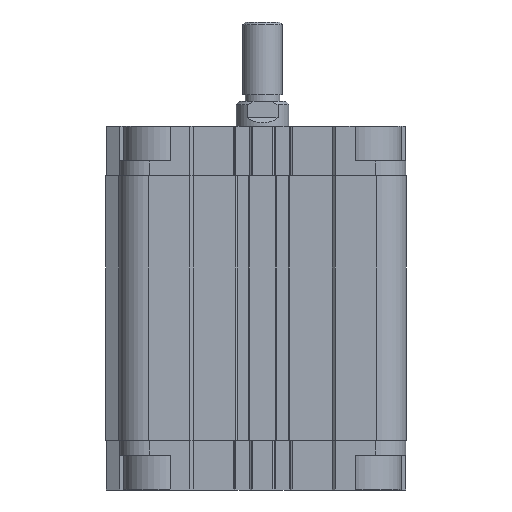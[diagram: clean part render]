
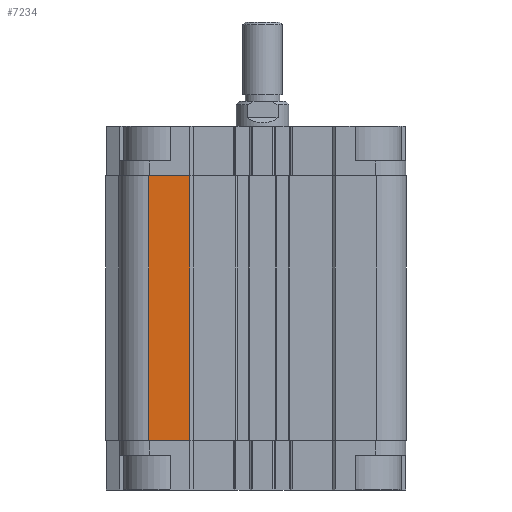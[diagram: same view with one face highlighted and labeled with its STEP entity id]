
A CAD part, left-side view. The second image highlights one B-rep face of the part: STEP entity #7234.
In plain terms, the highlighted planar face has unit normal (-1, 0, 0).
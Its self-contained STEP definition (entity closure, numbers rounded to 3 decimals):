
#376=FACE_OUTER_BOUND('',#821,.T.);
#821=EDGE_LOOP('',(#4988,#4989,#4990,#4991));
#1841=LINE('',#10987,#2505);
#1842=LINE('',#10989,#2506);
#1843=LINE('',#10991,#2507);
#1844=LINE('',#10992,#2508);
#2505=VECTOR('',#8622,12.5);
#2506=VECTOR('',#8623,80.);
#2507=VECTOR('',#8624,12.5);
#2508=VECTOR('',#8625,80.);
#3198=VERTEX_POINT('',#10985);
#3199=VERTEX_POINT('',#10986);
#3200=VERTEX_POINT('',#10988);
#3201=VERTEX_POINT('',#10990);
#3942=EDGE_CURVE('',#3198,#3199,#1841,.T.);
#3943=EDGE_CURVE('',#3200,#3199,#1842,.T.);
#3944=EDGE_CURVE('',#3201,#3200,#1843,.T.);
#3945=EDGE_CURVE('',#3201,#3198,#1844,.T.);
#4988=ORIENTED_EDGE('',*,*,#3942,.T.);
#4989=ORIENTED_EDGE('',*,*,#3943,.F.);
#4990=ORIENTED_EDGE('',*,*,#3944,.F.);
#4991=ORIENTED_EDGE('',*,*,#3945,.T.);
#6996=PLANE('',#7710);
#7234=ADVANCED_FACE('',(#376),#6996,.F.);
#7710=AXIS2_PLACEMENT_3D('',#10984,#8620,#8621);
#8620=DIRECTION('center_axis',(1.,0.,0.));
#8621=DIRECTION('ref_axis',(0.,0.,-1.));
#8622=DIRECTION('',(0.,-1.,0.));
#8623=DIRECTION('',(0.,0.,-1.));
#8624=DIRECTION('',(0.,-1.,0.));
#8625=DIRECTION('',(0.,0.,-1.));
#10984=CARTESIAN_POINT('Origin',(-43.5,34.5,87.));
#10985=CARTESIAN_POINT('',(-43.5,34.5,7.));
#10986=CARTESIAN_POINT('',(-43.5,22.,7.));
#10987=CARTESIAN_POINT('',(-43.5,34.5,7.));
#10988=CARTESIAN_POINT('',(-43.5,22.,87.));
#10989=CARTESIAN_POINT('',(-43.5,22.,87.));
#10990=CARTESIAN_POINT('',(-43.5,34.5,87.));
#10991=CARTESIAN_POINT('',(-43.5,34.5,87.));
#10992=CARTESIAN_POINT('',(-43.5,34.5,87.));
